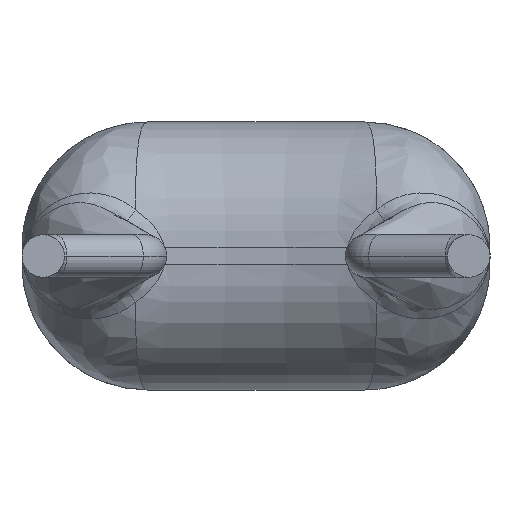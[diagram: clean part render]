
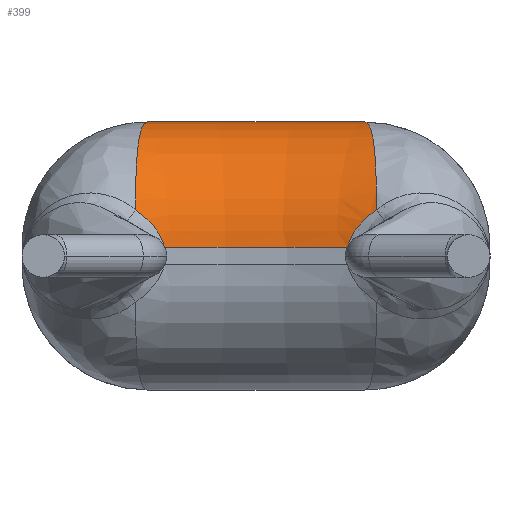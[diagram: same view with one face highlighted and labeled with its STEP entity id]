
A CAD part, front view. The second image highlights one B-rep face of the part: STEP entity #399.
In plain terms, the highlighted toroidal (fillet/blend) face has major radius 5.756 mm and minor radius 1.475 mm.
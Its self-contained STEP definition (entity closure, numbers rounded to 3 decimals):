
#24 = CARTESIAN_POINT ( 'NONE',  ( 1.417, 1.83, 0.542 ) ) ;
#36 = CARTESIAN_POINT ( 'NONE',  ( 1.095, 1.858, 0.196 ) ) ;
#45 = CARTESIAN_POINT ( 'NONE',  ( -1.338, 1.84, 0.489 ) ) ;
#49 = EDGE_CURVE ( 'NONE', #2612, #315, #1711, .T. ) ;
#159 = ORIENTED_EDGE ( 'NONE', *, *, #1081, .T. ) ;
#171 = CIRCLE ( 'NONE', #913, 5.756 ) ;
#186 = CARTESIAN_POINT ( 'NONE',  ( -1.275, 3.332, 1.575 ) ) ;
#298 = CARTESIAN_POINT ( 'NONE',  ( 0., -2.281, 0.1 ) ) ;
#315 = VERTEX_POINT ( 'NONE', #24 ) ;
#323 = FACE_OUTER_BOUND ( 'NONE', #345, .T. ) ;
#345 = EDGE_LOOP ( 'NONE', ( #363, #159, #1821, #1614, #1572, #2091 ) ) ;
#356 = CARTESIAN_POINT ( 'NONE',  ( 1.416, 1.882, 0.697 ) ) ;
#363 = ORIENTED_EDGE ( 'NONE', *, *, #2483, .T. ) ;
#399 = ADVANCED_FACE ( 'NONE', ( #323 ), #2382, .T. ) ;
#463 = CARTESIAN_POINT ( 'NONE',  ( 1.079, 1.862, 0.1 ) ) ;
#473 = CARTESIAN_POINT ( 'NONE',  ( 1.338, 1.84, 0.489 ) ) ;
#476 = CARTESIAN_POINT ( 'NONE',  ( 1.275, 3.332, 1.575 ) ) ;
#485 = CARTESIAN_POINT ( 'NONE',  ( -1.095, 1.858, 0.195 ) ) ;
#605 = CARTESIAN_POINT ( 'NONE',  ( -1.417, 1.83, 0.542 ) ) ;
#616 = VERTEX_POINT ( 'NONE', #1444 ) ;
#634 = CARTESIAN_POINT ( 'NONE',  ( -1.417, 1.83, 0.542 ) ) ;
#695 = CARTESIAN_POINT ( 'NONE',  ( 1.079, 1.862, 0.1 ) ) ;
#704 = VERTEX_POINT ( 'NONE', #476 ) ;
#713 = EDGE_CURVE ( 'NONE', #2612, #616, #1726, .T. ) ;
#803 = DIRECTION ( 'NONE',  ( 0., 0., -1. ) ) ;
#873 = VERTEX_POINT ( 'NONE', #186 ) ;
#913 = AXIS2_PLACEMENT_3D ( 'NONE', #2040, #803, #2697 ) ;
#918 = CARTESIAN_POINT ( 'NONE',  ( 1.266, 1.846, 0.427 ) ) ;
#1004 = CARTESIAN_POINT ( 'NONE',  ( -1.365, 2.684, 1.479 ) ) ;
#1040 = CARTESIAN_POINT ( 'NONE',  ( 1.361, 2.699, 1.459 ) ) ;
#1054 = B_SPLINE_CURVE_WITH_KNOTS ( 'NONE', 3,
 ( #2242, #356, #2016, #2257, #2469, #1401, #1040, #1431, #1817, #1828 ),
 .UNSPECIFIED., .F., .F.,
 ( 4, 2, 2, 2, 4 ),
 ( 0., 0.001, 0.001, 0.002, 0.002 ),
 .UNSPECIFIED. ) ;
#1081 = EDGE_CURVE ( 'NONE', #1374, #616, #2108, .T. ) ;
#1094 = CARTESIAN_POINT ( 'NONE',  ( 1.417, 1.83, 0.542 ) ) ;
#1108 = CARTESIAN_POINT ( 'NONE',  ( 0., -2.281, 0.1 ) ) ;
#1374 = VERTEX_POINT ( 'NONE', #605 ) ;
#1401 = CARTESIAN_POINT ( 'NONE',  ( 1.376, 2.549, 1.389 ) ) ;
#1428 = CARTESIAN_POINT ( 'NONE',  ( -1.405, 2.162, 1.099 ) ) ;
#1431 = CARTESIAN_POINT ( 'NONE',  ( 1.324, 3.01, 1.552 ) ) ;
#1444 = CARTESIAN_POINT ( 'NONE',  ( -1.079, 1.862, 0.1 ) ) ;
#1489 = CARTESIAN_POINT ( 'NONE',  ( -1.144, 1.854, 0.281 ) ) ;
#1503 = DIRECTION ( 'NONE',  ( 0., 0., 1. ) ) ;
#1561 = B_SPLINE_CURVE_WITH_KNOTS ( 'NONE', 3,
 ( #2509, #2079, #1004, #1823, #1428, #1852, #2046, #2489 ),
 .UNSPECIFIED., .F., .F.,
 ( 4, 2, 2, 4 ),
 ( 0., 0.001, 0.001, 0.002 ),
 .UNSPECIFIED. ) ;
#1572 = ORIENTED_EDGE ( 'NONE', *, *, #1918, .T. ) ;
#1614 = ORIENTED_EDGE ( 'NONE', *, *, #49, .T. ) ;
#1649 = AXIS2_PLACEMENT_3D ( 'NONE', #298, #1955, #2420 ) ;
#1711 = B_SPLINE_CURVE_WITH_KNOTS ( 'NONE', 3,
 ( #695, #36, #1931, #918, #473, #1094 ),
 .UNSPECIFIED., .F., .F.,
 ( 4, 2, 4 ),
 ( 0., 0., 0.001 ),
 .UNSPECIFIED. ) ;
#1726 = CIRCLE ( 'NONE', #2214, 4.281 ) ;
#1817 = CARTESIAN_POINT ( 'NONE',  ( 1.301, 3.17, 1.575 ) ) ;
#1821 = ORIENTED_EDGE ( 'NONE', *, *, #713, .F. ) ;
#1823 = CARTESIAN_POINT ( 'NONE',  ( -1.398, 2.281, 1.209 ) ) ;
#1828 = CARTESIAN_POINT ( 'NONE',  ( 1.275, 3.332, 1.575 ) ) ;
#1852 = CARTESIAN_POINT ( 'NONE',  ( -1.414, 1.961, 0.842 ) ) ;
#1918 = EDGE_CURVE ( 'NONE', #315, #704, #1054, .T. ) ;
#1924 = DIRECTION ( 'NONE',  ( -1., 0., 0. ) ) ;
#1931 = CARTESIAN_POINT ( 'NONE',  ( 1.144, 1.854, 0.281 ) ) ;
#1955 = DIRECTION ( 'NONE',  ( 0., 0., -1. ) ) ;
#1970 = EDGE_CURVE ( 'NONE', #873, #704, #171, .T. ) ;
#2016 = CARTESIAN_POINT ( 'NONE',  ( 1.414, 1.961, 0.842 ) ) ;
#2040 = CARTESIAN_POINT ( 'NONE',  ( 0., -2.281, 1.575 ) ) ;
#2046 = CARTESIAN_POINT ( 'NONE',  ( -1.416, 1.882, 0.697 ) ) ;
#2079 = CARTESIAN_POINT ( 'NONE',  ( -1.327, 3.011, 1.575 ) ) ;
#2091 = ORIENTED_EDGE ( 'NONE', *, *, #1970, .F. ) ;
#2108 = B_SPLINE_CURVE_WITH_KNOTS ( 'NONE', 3,
 ( #634, #45, #2354, #1489, #485, #2344 ),
 .UNSPECIFIED., .F., .F.,
 ( 4, 2, 4 ),
 ( 0., 0., 0.001 ),
 .UNSPECIFIED. ) ;
#2214 = AXIS2_PLACEMENT_3D ( 'NONE', #1108, #1503, #1924 ) ;
#2242 = CARTESIAN_POINT ( 'NONE',  ( 1.417, 1.83, 0.542 ) ) ;
#2257 = CARTESIAN_POINT ( 'NONE',  ( 1.405, 2.162, 1.099 ) ) ;
#2344 = CARTESIAN_POINT ( 'NONE',  ( -1.079, 1.862, 0.1 ) ) ;
#2354 = CARTESIAN_POINT ( 'NONE',  ( -1.266, 1.845, 0.428 ) ) ;
#2382 = TOROIDAL_SURFACE ( 'NONE', #1649, 5.756, 1.475 ) ;
#2420 = DIRECTION ( 'NONE',  ( -1., 0., 0. ) ) ;
#2469 = CARTESIAN_POINT ( 'NONE',  ( 1.398, 2.281, 1.209 ) ) ;
#2483 = EDGE_CURVE ( 'NONE', #873, #1374, #1561, .T. ) ;
#2489 = CARTESIAN_POINT ( 'NONE',  ( -1.417, 1.83, 0.542 ) ) ;
#2509 = CARTESIAN_POINT ( 'NONE',  ( -1.275, 3.332, 1.575 ) ) ;
#2612 = VERTEX_POINT ( 'NONE', #463 ) ;
#2697 = DIRECTION ( 'NONE',  ( -1., 0., 0. ) ) ;
